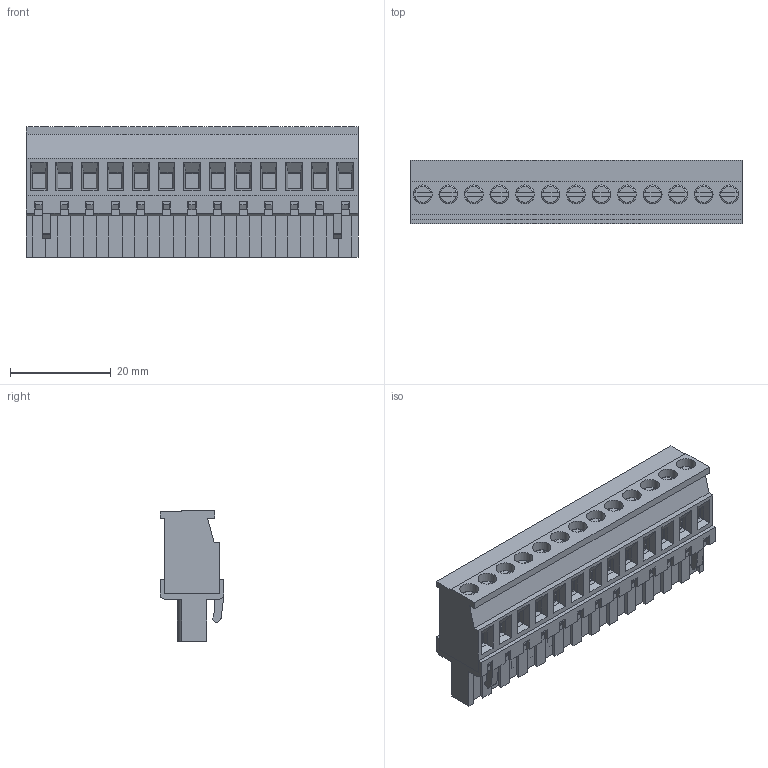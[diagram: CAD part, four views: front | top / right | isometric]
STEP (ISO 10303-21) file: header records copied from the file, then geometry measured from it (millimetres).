
FILE_DESCRIPTION( ( 'Unknown' ), '1' );
FILE_NAME( '691352510013.stp', 'Unknown', ( 'Unknown' ), ( 'Unknown' ), 'PSStep 14.0', 'Unknown', ' ' );
FILE_SCHEMA( ( 'AUTOMOTIVE_DESIGN { 1 0 10303 214 1 1 1 1 }' ) );
Length unit declared in the file: millimetre
Products named in the file (6): Assem1; 6913525100xx_CAGE; 6913525100xx; 6913525100xx_VIS; 691343510013; 691343510013_BAS
Assembly tree (41 placements, depth 2):
  Assem1
    6913525100xx_CAGE  x13
    6913525100xx  x13
    6913525100xx_VIS  x13
    691343510013
    691343510013_BAS
Bounding box: 66.04 x 12.6 x 26 mm (x, y, z)
Volume: 10174.5 mm3; surface area: 23181.7 mm2
Topology: 41 solids, 41 shells, 2669 faces, 7401 edges, 4812 vertices
Faces by surface type: plane 2061, cylinder 530, cone 39, torus 39
Full cylindrical faces by diameter (mm): 1.5 x13, 2.2 x13, 2.7 x13, 2.9 x13, 3 x13, 3.7 x13, 3.75 x13
Entity records: 57906 total; most frequent: CARTESIAN_POINT 8203, ORIENTED_EDGE 8050, DIRECTION 7264, EDGE_CURVE 4025, LINE 3776, VECTOR 3776, VERTEX_POINT 2659, AXIS2_PLACEMENT_3D 1744
